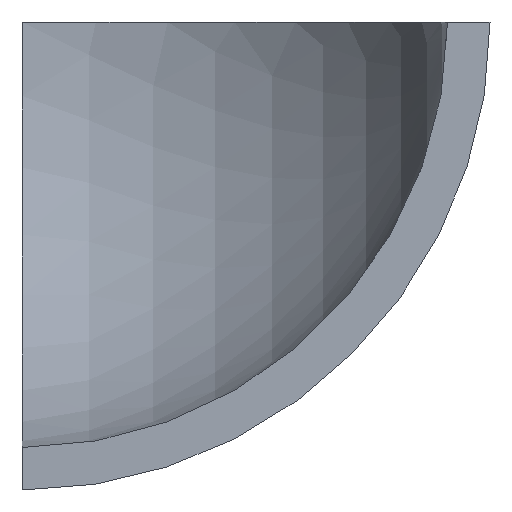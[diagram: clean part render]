
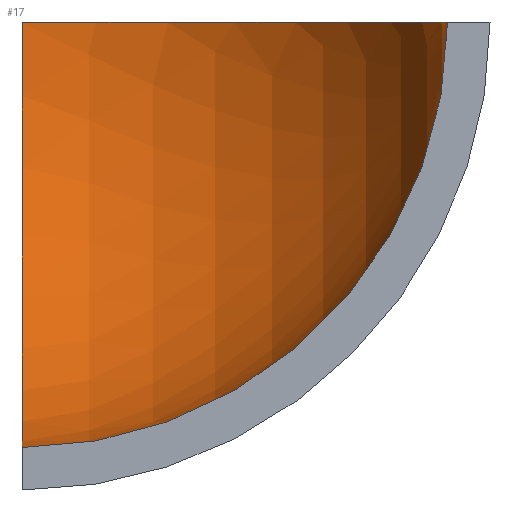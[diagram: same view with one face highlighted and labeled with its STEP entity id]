
A CAD part, front view. The second image highlights one B-rep face of the part: STEP entity #17.
In plain terms, the highlighted spherical face has radius 12.7 mm.
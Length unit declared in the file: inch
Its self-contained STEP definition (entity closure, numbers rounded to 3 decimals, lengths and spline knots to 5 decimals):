
#17 = ADVANCED_FACE ( 'NONE', ( #170 ), #164, .F. ) ;
#35 = EDGE_CURVE ( 'NONE', #65, #93, #89, .T. ) ;
#43 = DIRECTION ( 'NONE',  ( -1., 0., 0. ) ) ;
#61 = DIRECTION ( 'NONE',  ( 0., -1., 0. ) ) ;
#65 = VERTEX_POINT ( 'NONE', #190 ) ;
#69 = CARTESIAN_POINT ( 'NONE',  ( 0., 0., -0.5 ) ) ;
#73 = DIRECTION ( 'NONE',  ( 0., 0., -1. ) ) ;
#80 = AXIS2_PLACEMENT_3D ( 'NONE', #142, #43, #178 ) ;
#83 = CARTESIAN_POINT ( 'NONE',  ( 0.5, 0., 0. ) ) ;
#89 = CIRCLE ( 'NONE', #80, 0.5 ) ;
#92 = CARTESIAN_POINT ( 'NONE',  ( 0., 0., 0. ) ) ;
#93 = VERTEX_POINT ( 'NONE', #69 ) ;
#94 = ORIENTED_EDGE ( 'NONE', *, *, #35, .T. ) ;
#99 = ORIENTED_EDGE ( 'NONE', *, *, #197, .F. ) ;
#104 = CIRCLE ( 'NONE', #177, 0.5 ) ;
#105 = AXIS2_PLACEMENT_3D ( 'NONE', #189, #192, #137 ) ;
#107 = ORIENTED_EDGE ( 'NONE', *, *, #205, .T. ) ;
#135 = CARTESIAN_POINT ( 'NONE',  ( 0., 0., 0. ) ) ;
#137 = DIRECTION ( 'NONE',  ( 0., 0., -1. ) ) ;
#142 = CARTESIAN_POINT ( 'NONE',  ( 0., 0., 0. ) ) ;
#164 = SPHERICAL_SURFACE ( 'NONE', #105, 0.5 ) ;
#170 = FACE_OUTER_BOUND ( 'NONE', #181, .T. ) ;
#175 = DIRECTION ( 'NONE',  ( 1., 0., 0. ) ) ;
#177 = AXIS2_PLACEMENT_3D ( 'NONE', #92, #73, #206 ) ;
#178 = DIRECTION ( 'NONE',  ( 0., 0., -1. ) ) ;
#181 = EDGE_LOOP ( 'NONE', ( #107, #99, #94 ) ) ;
#188 = VERTEX_POINT ( 'NONE', #83 ) ;
#189 = CARTESIAN_POINT ( 'NONE',  ( 0., 0., 0. ) ) ;
#190 = CARTESIAN_POINT ( 'NONE',  ( 0., 0.5, 0. ) ) ;
#192 = DIRECTION ( 'NONE',  ( 1., 0., 0. ) ) ;
#196 = AXIS2_PLACEMENT_3D ( 'NONE', #135, #61, #175 ) ;
#197 = EDGE_CURVE ( 'NONE', #65, #188, #104, .T. ) ;
#199 = CIRCLE ( 'NONE', #196, 0.5 ) ;
#205 = EDGE_CURVE ( 'NONE', #93, #188, #199, .T. ) ;
#206 = DIRECTION ( 'NONE',  ( 1., 0., 0. ) ) ;
